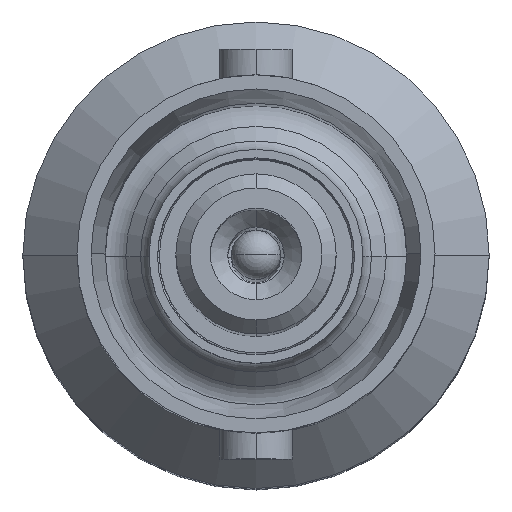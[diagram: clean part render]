
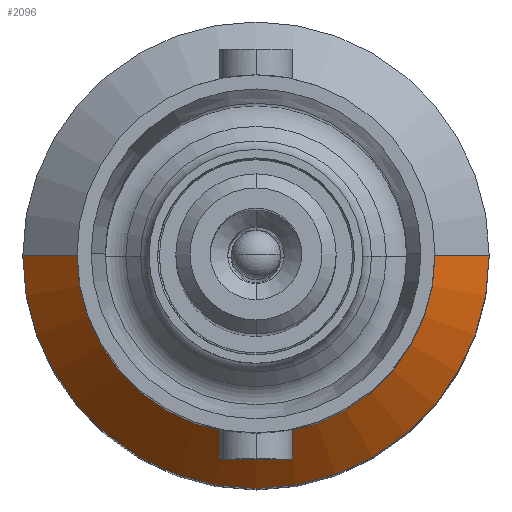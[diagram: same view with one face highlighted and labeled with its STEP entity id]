
A CAD part, top view. The second image highlights one B-rep face of the part: STEP entity #2096.
In plain terms, the highlighted conical face has half-angle 45 degrees and reference radius 4.826 mm.
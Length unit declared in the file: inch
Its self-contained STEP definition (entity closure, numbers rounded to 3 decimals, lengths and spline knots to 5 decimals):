
#51 = CARTESIAN_POINT ( 'NONE',  ( -0.19, 0., 0.702 ) ) ;
#157 = DIRECTION ( 'NONE',  ( -1., 0., 0. ) ) ;
#158 = DIRECTION ( 'NONE',  ( 0., 0., 1. ) ) ;
#159 = CARTESIAN_POINT ( 'NONE',  ( 0., 0., 0.6445 ) ) ;
#160 = AXIS2_PLACEMENT_3D ( 'NONE', #159, #158, #157 ) ;
#173 = CIRCLE ( 'NONE', #160, 0.2475 ) ;
#1150 = AXIS2_PLACEMENT_3D ( 'NONE', #1169, #1167, #1162 ) ;
#1152 = CONICAL_SURFACE ( 'NONE', #1150, 0.19, 0.785 ) ;
#1161 = FACE_OUTER_BOUND ( 'NONE', #2091, .T. ) ;
#1162 = DIRECTION ( 'NONE',  ( -1., 0., 0. ) ) ;
#1167 = DIRECTION ( 'NONE',  ( 0., 0., -1. ) ) ;
#1169 = CARTESIAN_POINT ( 'NONE',  ( 0., 0., 0.702 ) ) ;
#1653 = EDGE_CURVE ( 'NONE', #1973, #1720, #2957, .T. ) ;
#1720 = VERTEX_POINT ( 'NONE', #2970 ) ;
#1973 = VERTEX_POINT ( 'NONE', #3561 ) ;
#1981 = EDGE_CURVE ( 'NONE', #2034, #1984, #3730, .T. ) ;
#1984 = VERTEX_POINT ( 'NONE', #3715 ) ;
#2034 = VERTEX_POINT ( 'NONE', #51 ) ;
#2086 = EDGE_CURVE ( 'NONE', #2034, #1973, #3645, .T. ) ;
#2091 = EDGE_LOOP ( 'NONE', ( #2097, #2095, #2092, #2094 ) ) ;
#2092 = ORIENTED_EDGE ( 'NONE', *, *, #1981, .T. ) ;
#2094 = ORIENTED_EDGE ( 'NONE', *, *, #2228, .T. ) ;
#2095 = ORIENTED_EDGE ( 'NONE', *, *, #2086, .F. ) ;
#2096 = ADVANCED_FACE ( 'NONE', ( #1161 ), #1152, .T. ) ;
#2097 = ORIENTED_EDGE ( 'NONE', *, *, #1653, .F. ) ;
#2228 = EDGE_CURVE ( 'NONE', #1984, #1720, #173, .T. ) ;
#2954 = DIRECTION ( 'NONE',  ( 0.707, 0., -0.707 ) ) ;
#2955 = VECTOR ( 'NONE', #2954, 39.37008 ) ;
#2956 = CARTESIAN_POINT ( 'NONE',  ( 0.19, 0., 0.702 ) ) ;
#2957 = LINE ( 'NONE', #2956, #2955 ) ;
#2970 = CARTESIAN_POINT ( 'NONE',  ( 0.2475, 0., 0.6445 ) ) ;
#3561 = CARTESIAN_POINT ( 'NONE',  ( 0.19, 0., 0.702 ) ) ;
#3642 = DIRECTION ( 'NONE',  ( 1., 0., 0. ) ) ;
#3643 = DIRECTION ( 'NONE',  ( 0., 0., 1. ) ) ;
#3644 = AXIS2_PLACEMENT_3D ( 'NONE', #3648, #3643, #3642 ) ;
#3645 = CIRCLE ( 'NONE', #3644, 0.19 ) ;
#3648 = CARTESIAN_POINT ( 'NONE',  ( 0., 0., 0.702 ) ) ;
#3715 = CARTESIAN_POINT ( 'NONE',  ( -0.2475, 0., 0.6445 ) ) ;
#3727 = DIRECTION ( 'NONE',  ( -0.707, 0., -0.707 ) ) ;
#3728 = VECTOR ( 'NONE', #3727, 39.37008 ) ;
#3729 = CARTESIAN_POINT ( 'NONE',  ( -0.19, 0., 0.702 ) ) ;
#3730 = LINE ( 'NONE', #3729, #3728 ) ;
